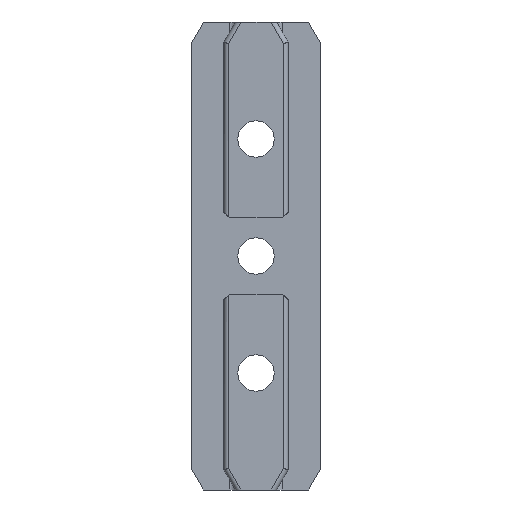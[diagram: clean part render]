
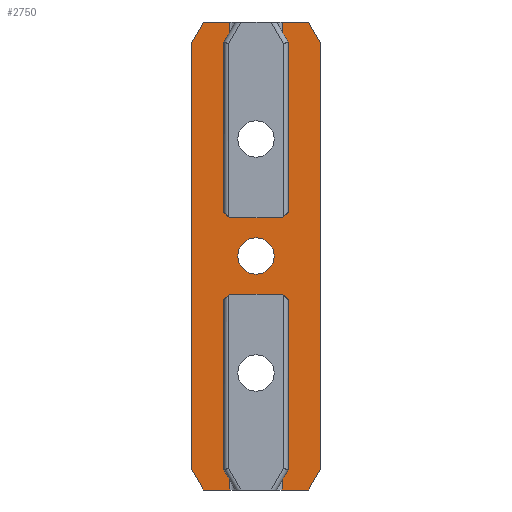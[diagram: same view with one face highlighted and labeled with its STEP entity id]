
A CAD part, left-side view. The second image highlights one B-rep face of the part: STEP entity #2750.
In plain terms, the highlighted planar face has unit normal (-1, 0, 0).
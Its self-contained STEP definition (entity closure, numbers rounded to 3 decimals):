
#88 = LINE ( 'NONE', #959, #2079 ) ;
#144 = CARTESIAN_POINT ( 'NONE',  ( -1.15, -5.486, 18.268 ) ) ;
#194 = CARTESIAN_POINT ( 'NONE',  ( -1.15, 5.486, -18.268 ) ) ;
#251 = LINE ( 'NONE', #1085, #2449 ) ;
#257 = VERTEX_POINT ( 'NONE', #3245 ) ;
#300 = LINE ( 'NONE', #2610, #2929 ) ;
#303 = DIRECTION ( 'NONE',  ( -1., 0., 0. ) ) ;
#339 = DIRECTION ( 'NONE',  ( 0., 0.5, 0.866 ) ) ;
#348 = CARTESIAN_POINT ( 'NONE',  ( -1.15, -2.25, 20. ) ) ;
#382 = EDGE_CURVE ( 'NONE', #589, #2524, #1205, .T. ) ;
#443 = CARTESIAN_POINT ( 'NONE',  ( -1.15, -2.25, 20. ) ) ;
#449 = VECTOR ( 'NONE', #2340, 1000. ) ;
#464 = VERTEX_POINT ( 'NONE', #3481 ) ;
#468 = VERTEX_POINT ( 'NONE', #3196 ) ;
#487 = PLANE ( 'NONE',  #2961 ) ;
#518 = LINE ( 'NONE', #1518, #3417 ) ;
#544 = CARTESIAN_POINT ( 'NONE',  ( -1.15, 5.486, -18.268 ) ) ;
#577 = VECTOR ( 'NONE', #2717, 1000. ) ;
#581 = CARTESIAN_POINT ( 'NONE',  ( -1.15, 0., 0. ) ) ;
#583 = AXIS2_PLACEMENT_3D ( 'NONE', #581, #303, #2575 ) ;
#589 = VERTEX_POINT ( 'NONE', #666 ) ;
#600 = EDGE_CURVE ( 'NONE', #1783, #1307, #1623, .T. ) ;
#602 = EDGE_CURVE ( 'NONE', #3489, #2544, #2277, .T. ) ;
#605 = DIRECTION ( 'NONE',  ( 0., 0., -1. ) ) ;
#624 = ORIENTED_EDGE ( 'NONE', *, *, #1285, .T. ) ;
#657 = EDGE_CURVE ( 'NONE', #2544, #257, #518, .T. ) ;
#666 = CARTESIAN_POINT ( 'NONE',  ( -1.15, -2.25, -3.25 ) ) ;
#670 = LINE ( 'NONE', #443, #577 ) ;
#674 = DIRECTION ( 'NONE',  ( 0., -1., 0. ) ) ;
#675 = DIRECTION ( 'NONE',  ( 0., 0., -1. ) ) ;
#678 = EDGE_CURVE ( 'NONE', #2687, #2622, #1799, .T. ) ;
#689 = EDGE_CURVE ( 'NONE', #3489, #2775, #3231, .T. ) ;
#813 = CARTESIAN_POINT ( 'NONE',  ( -1.15, -2.25, 3.25 ) ) ;
#830 = LINE ( 'NONE', #1345, #3019 ) ;
#860 = EDGE_LOOP ( 'NONE', ( #3018, #2627 ) ) ;
#922 = EDGE_CURVE ( 'NONE', #2524, #1783, #3465, .T. ) ;
#928 = CARTESIAN_POINT ( 'NONE',  ( -1.15, 5.486, 20. ) ) ;
#955 = LINE ( 'NONE', #194, #1261 ) ;
#959 = CARTESIAN_POINT ( 'NONE',  ( -1.15, 5.486, 20. ) ) ;
#992 = CARTESIAN_POINT ( 'NONE',  ( -1.15, -2.25, -20. ) ) ;
#1085 = CARTESIAN_POINT ( 'NONE',  ( -1.15, -3.25, -3.25 ) ) ;
#1097 = DIRECTION ( 'NONE',  ( 0., 1., 0. ) ) ;
#1129 = ORIENTED_EDGE ( 'NONE', *, *, #689, .T. ) ;
#1166 = VECTOR ( 'NONE', #1668, 1000. ) ;
#1171 = DIRECTION ( 'NONE',  ( 0., -1., 0. ) ) ;
#1196 = CARTESIAN_POINT ( 'NONE',  ( -1.15, 5.486, -20. ) ) ;
#1205 = LINE ( 'NONE', #2371, #449 ) ;
#1261 = VECTOR ( 'NONE', #2165, 1000. ) ;
#1274 = LINE ( 'NONE', #1196, #2286 ) ;
#1285 = EDGE_CURVE ( 'NONE', #2772, #2721, #955, .T. ) ;
#1299 = EDGE_CURVE ( 'NONE', #468, #589, #251, .T. ) ;
#1305 = CARTESIAN_POINT ( 'NONE',  ( -1.15, -2.25, -20. ) ) ;
#1307 = VERTEX_POINT ( 'NONE', #3016 ) ;
#1343 = CARTESIAN_POINT ( 'NONE',  ( -1.15, 5.486, 20. ) ) ;
#1345 = CARTESIAN_POINT ( 'NONE',  ( -1.15, -5.486, 20. ) ) ;
#1365 = LINE ( 'NONE', #1447, #2199 ) ;
#1371 = ORIENTED_EDGE ( 'NONE', *, *, #1752, .F. ) ;
#1401 = ORIENTED_EDGE ( 'NONE', *, *, #2249, .T. ) ;
#1447 = CARTESIAN_POINT ( 'NONE',  ( -1.15, -2.25, 20. ) ) ;
#1518 = CARTESIAN_POINT ( 'NONE',  ( -1.15, 2.25, 20. ) ) ;
#1605 = DIRECTION ( 'NONE',  ( 0., -1., 0. ) ) ;
#1623 = LINE ( 'NONE', #1776, #2546 ) ;
#1668 = DIRECTION ( 'NONE',  ( 0., 0., -1. ) ) ;
#1702 = ORIENTED_EDGE ( 'NONE', *, *, #602, .F. ) ;
#1752 = EDGE_CURVE ( 'NONE', #468, #464, #2011, .T. ) ;
#1776 = CARTESIAN_POINT ( 'NONE',  ( -1.15, -5.486, -18.268 ) ) ;
#1783 = VERTEX_POINT ( 'NONE', #3630 ) ;
#1799 = CIRCLE ( 'NONE', #583, 1.55 ) ;
#1801 = DIRECTION ( 'NONE',  ( 0., -1., 0. ) ) ;
#1806 = ORIENTED_EDGE ( 'NONE', *, *, #3292, .F. ) ;
#1838 = ORIENTED_EDGE ( 'NONE', *, *, #657, .F. ) ;
#1858 = ORIENTED_EDGE ( 'NONE', *, *, #2629, .F. ) ;
#1882 = ORIENTED_EDGE ( 'NONE', *, *, #3158, .T. ) ;
#1911 = DIRECTION ( 'NONE',  ( -1., 0., 0. ) ) ;
#1927 = VERTEX_POINT ( 'NONE', #813 ) ;
#1932 = CARTESIAN_POINT ( 'NONE',  ( -1.15, 5.486, 18.268 ) ) ;
#2011 = LINE ( 'NONE', #3293, #1166 ) ;
#2043 = DIRECTION ( 'NONE',  ( 0., 0., -1. ) ) ;
#2079 = VECTOR ( 'NONE', #675, 1000. ) ;
#2165 = DIRECTION ( 'NONE',  ( 0., -0.5, -0.866 ) ) ;
#2199 = VECTOR ( 'NONE', #605, 1000. ) ;
#2228 = ORIENTED_EDGE ( 'NONE', *, *, #2975, .T. ) ;
#2230 = DIRECTION ( 'NONE',  ( 0., 1., 0. ) ) ;
#2243 = DIRECTION ( 'NONE',  ( 0., 0.5, -0.866 ) ) ;
#2249 = EDGE_CURVE ( 'NONE', #1927, #257, #3203, .T. ) ;
#2263 = ORIENTED_EDGE ( 'NONE', *, *, #600, .T. ) ;
#2277 = LINE ( 'NONE', #928, #3105 ) ;
#2286 = VECTOR ( 'NONE', #1171, 1000. ) ;
#2291 = VECTOR ( 'NONE', #2797, 1000. ) ;
#2328 = VERTEX_POINT ( 'NONE', #348 ) ;
#2334 = FACE_OUTER_BOUND ( 'NONE', #2890, .T. ) ;
#2340 = DIRECTION ( 'NONE',  ( 0., 0., -1. ) ) ;
#2371 = CARTESIAN_POINT ( 'NONE',  ( -1.15, -2.25, 20. ) ) ;
#2375 = VECTOR ( 'NONE', #674, 1000. ) ;
#2412 = CARTESIAN_POINT ( 'NONE',  ( -1.15, 0., 1.55 ) ) ;
#2418 = EDGE_CURVE ( 'NONE', #2775, #2772, #88, .T. ) ;
#2434 = ORIENTED_EDGE ( 'NONE', *, *, #3616, .T. ) ;
#2449 = VECTOR ( 'NONE', #1605, 1000. ) ;
#2458 = DIRECTION ( 'NONE',  ( 1., 0., 0. ) ) ;
#2484 = CARTESIAN_POINT ( 'NONE',  ( -1.15, -3.25, 3.25 ) ) ;
#2524 = VERTEX_POINT ( 'NONE', #1305 ) ;
#2544 = VERTEX_POINT ( 'NONE', #2694 ) ;
#2546 = VECTOR ( 'NONE', #3445, 1000. ) ;
#2575 = DIRECTION ( 'NONE',  ( 0., 1., 0. ) ) ;
#2610 = CARTESIAN_POINT ( 'NONE',  ( -1.15, -4.486, 20. ) ) ;
#2622 = VERTEX_POINT ( 'NONE', #2412 ) ;
#2627 = ORIENTED_EDGE ( 'NONE', *, *, #3212, .F. ) ;
#2629 = EDGE_CURVE ( 'NONE', #2328, #3392, #670, .T. ) ;
#2640 = ORIENTED_EDGE ( 'NONE', *, *, #922, .T. ) ;
#2658 = ORIENTED_EDGE ( 'NONE', *, *, #1299, .T. ) ;
#2687 = VERTEX_POINT ( 'NONE', #2992 ) ;
#2694 = CARTESIAN_POINT ( 'NONE',  ( -1.15, 2.25, 20. ) ) ;
#2700 = VERTEX_POINT ( 'NONE', #144 ) ;
#2717 = DIRECTION ( 'NONE',  ( 0., -1., 0. ) ) ;
#2721 = VERTEX_POINT ( 'NONE', #3289 ) ;
#2750 = ADVANCED_FACE ( 'NONE', ( #2334, #3157 ), #487, .F. ) ;
#2772 = VERTEX_POINT ( 'NONE', #544 ) ;
#2775 = VERTEX_POINT ( 'NONE', #1932 ) ;
#2797 = DIRECTION ( 'NONE',  ( 0., 1., 0. ) ) ;
#2814 = CARTESIAN_POINT ( 'NONE',  ( -1.15, -4.486, 20. ) ) ;
#2839 = AXIS2_PLACEMENT_3D ( 'NONE', #3024, #1911, #1097 ) ;
#2890 = EDGE_LOOP ( 'NONE', ( #1702, #1129, #3199, #624, #1882, #1371, #2658, #3436, #2640, #2263, #1806, #2434, #1858, #2228, #1401, #1838 ) ) ;
#2929 = VECTOR ( 'NONE', #339, 1000. ) ;
#2961 = AXIS2_PLACEMENT_3D ( 'NONE', #1343, #2458, #2230 ) ;
#2975 = EDGE_CURVE ( 'NONE', #2328, #1927, #1365, .T. ) ;
#2992 = CARTESIAN_POINT ( 'NONE',  ( -1.15, 0., -1.55 ) ) ;
#3016 = CARTESIAN_POINT ( 'NONE',  ( -1.15, -5.486, -18.268 ) ) ;
#3018 = ORIENTED_EDGE ( 'NONE', *, *, #678, .F. ) ;
#3019 = VECTOR ( 'NONE', #3575, 1000. ) ;
#3024 = CARTESIAN_POINT ( 'NONE',  ( -1.15, 0., 0. ) ) ;
#3064 = CIRCLE ( 'NONE', #2839, 1.55 ) ;
#3105 = VECTOR ( 'NONE', #1801, 1000. ) ;
#3157 = FACE_BOUND ( 'NONE', #860, .T. ) ;
#3158 = EDGE_CURVE ( 'NONE', #2721, #464, #1274, .T. ) ;
#3190 = VECTOR ( 'NONE', #2243, 1000. ) ;
#3196 = CARTESIAN_POINT ( 'NONE',  ( -1.15, 2.25, -3.25 ) ) ;
#3199 = ORIENTED_EDGE ( 'NONE', *, *, #2418, .T. ) ;
#3203 = LINE ( 'NONE', #2484, #2291 ) ;
#3212 = EDGE_CURVE ( 'NONE', #2622, #2687, #3064, .T. ) ;
#3231 = LINE ( 'NONE', #3409, #3190 ) ;
#3245 = CARTESIAN_POINT ( 'NONE',  ( -1.15, 2.25, 3.25 ) ) ;
#3289 = CARTESIAN_POINT ( 'NONE',  ( -1.15, 4.486, -20. ) ) ;
#3292 = EDGE_CURVE ( 'NONE', #2700, #1307, #830, .T. ) ;
#3293 = CARTESIAN_POINT ( 'NONE',  ( -1.15, 2.25, 20. ) ) ;
#3343 = CARTESIAN_POINT ( 'NONE',  ( -1.15, 4.486, 20. ) ) ;
#3392 = VERTEX_POINT ( 'NONE', #2814 ) ;
#3409 = CARTESIAN_POINT ( 'NONE',  ( -1.15, 4.486, 20. ) ) ;
#3417 = VECTOR ( 'NONE', #2043, 1000. ) ;
#3436 = ORIENTED_EDGE ( 'NONE', *, *, #382, .T. ) ;
#3445 = DIRECTION ( 'NONE',  ( 0., -0.5, 0.866 ) ) ;
#3465 = LINE ( 'NONE', #992, #2375 ) ;
#3481 = CARTESIAN_POINT ( 'NONE',  ( -1.15, 2.25, -20. ) ) ;
#3489 = VERTEX_POINT ( 'NONE', #3343 ) ;
#3575 = DIRECTION ( 'NONE',  ( 0., 0., -1. ) ) ;
#3616 = EDGE_CURVE ( 'NONE', #2700, #3392, #300, .T. ) ;
#3630 = CARTESIAN_POINT ( 'NONE',  ( -1.15, -4.486, -20. ) ) ;
